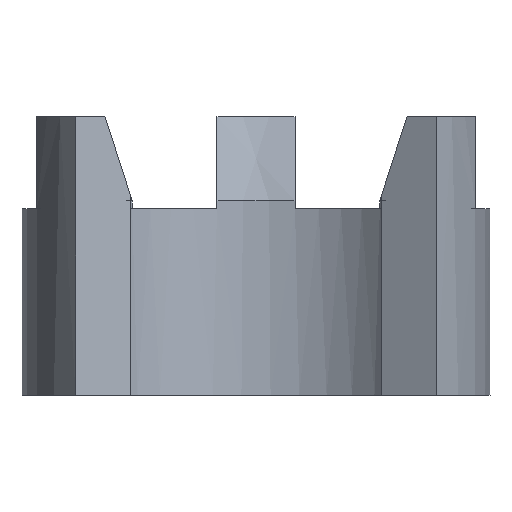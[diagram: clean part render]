
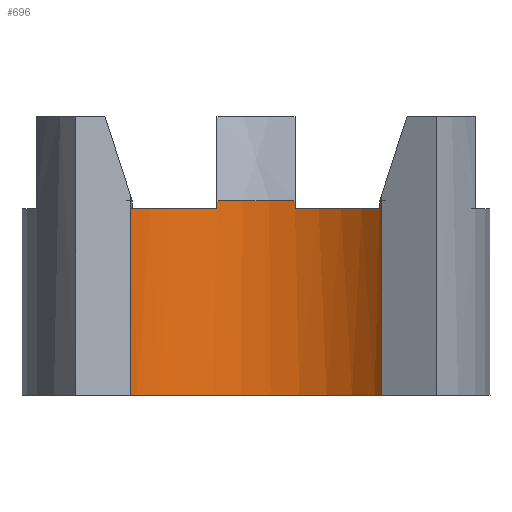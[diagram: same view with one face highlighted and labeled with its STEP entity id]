
A CAD part, left-side view. The second image highlights one B-rep face of the part: STEP entity #696.
In plain terms, the highlighted cylindrical face has radius 6.1 mm (diameter 12.2 mm), a partial arc.
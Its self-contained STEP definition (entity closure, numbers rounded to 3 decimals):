
#100=CIRCLE('',#1193,6.1);
#105=CIRCLE('',#1201,6.1);
#107=CIRCLE('',#1207,6.1);
#109=CIRCLE('',#1212,6.1);
#111=CIRCLE('',#1217,6.1);
#113=CIRCLE('',#1222,6.1);
#114=CIRCLE('',#1223,6.1);
#115=CIRCLE('',#1224,6.1);
#116=CIRCLE('',#1225,6.1);
#117=CIRCLE('',#1226,6.1);
#156=VERTEX_POINT('',#942);
#157=VERTEX_POINT('',#944);
#167=VERTEX_POINT('',#972);
#168=VERTEX_POINT('',#974);
#172=VERTEX_POINT('',#984);
#174=VERTEX_POINT('',#992);
#175=VERTEX_POINT('',#993);
#179=VERTEX_POINT('',#1005);
#180=VERTEX_POINT('',#1006);
#185=VERTEX_POINT('',#1019);
#186=VERTEX_POINT('',#1021);
#188=VERTEX_POINT('',#1027);
#190=VERTEX_POINT('',#1039);
#191=VERTEX_POINT('',#1040);
#194=VERTEX_POINT('',#1050);
#199=VERTEX_POINT('',#1064);
#200=VERTEX_POINT('',#1066);
#202=VERTEX_POINT('',#1072);
#205=VERTEX_POINT('',#1082);
#208=VERTEX_POINT('',#1095);
#227=VECTOR('',#763,1.);
#229=VECTOR('',#766,1.);
#233=VECTOR('',#771,1.);
#239=VECTOR('',#783,1.);
#241=VECTOR('',#786,1.);
#246=VECTOR('',#797,1.);
#249=VECTOR('',#801,1.);
#254=VECTOR('',#812,1.);
#257=VECTOR('',#816,1.);
#260=VECTOR('',#829,1.);
#279=LINE('',#983,#227);
#281=LINE('',#991,#229);
#285=LINE('',#1004,#233);
#291=LINE('',#1026,#239);
#293=LINE('',#1033,#241);
#298=LINE('',#1052,#246);
#301=LINE('',#1057,#249);
#306=LINE('',#1071,#254);
#309=LINE('',#1081,#257);
#312=LINE('',#1096,#260);
#324=EDGE_CURVE('',#156,#157,#100,.T.);
#338=EDGE_CURVE('',#168,#167,#105,.F.);
#343=EDGE_CURVE('',#167,#172,#279,.F.);
#346=EDGE_CURVE('',#174,#175,#281,.F.);
#351=EDGE_CURVE('',#179,#180,#285,.F.);
#357=EDGE_CURVE('',#185,#186,#107,.F.);
#360=EDGE_CURVE('',#188,#186,#291,.F.);
#363=EDGE_CURVE('',#185,#157,#293,.F.);
#366=EDGE_CURVE('',#190,#191,#109,.F.);
#371=EDGE_CURVE('',#194,#191,#298,.F.);
#374=EDGE_CURVE('',#190,#156,#301,.F.);
#378=EDGE_CURVE('',#199,#200,#111,.F.);
#381=EDGE_CURVE('',#202,#200,#306,.F.);
#385=EDGE_CURVE('',#199,#205,#309,.F.);
#389=EDGE_CURVE('',#202,#194,#113,.F.);
#390=EDGE_CURVE('',#174,#205,#114,.F.);
#391=EDGE_CURVE('',#179,#175,#115,.T.);
#392=EDGE_CURVE('',#208,#180,#116,.F.);
#393=EDGE_CURVE('',#208,#168,#312,.T.);
#394=EDGE_CURVE('',#188,#172,#117,.F.);
#498=ORIENTED_EDGE('',*,*,#374,.F.);
#499=ORIENTED_EDGE('',*,*,#366,.T.);
#500=ORIENTED_EDGE('',*,*,#371,.F.);
#501=ORIENTED_EDGE('',*,*,#389,.F.);
#502=ORIENTED_EDGE('',*,*,#381,.T.);
#503=ORIENTED_EDGE('',*,*,#378,.F.);
#504=ORIENTED_EDGE('',*,*,#385,.T.);
#505=ORIENTED_EDGE('',*,*,#390,.F.);
#506=ORIENTED_EDGE('',*,*,#346,.T.);
#507=ORIENTED_EDGE('',*,*,#391,.F.);
#508=ORIENTED_EDGE('',*,*,#351,.T.);
#509=ORIENTED_EDGE('',*,*,#392,.F.);
#510=ORIENTED_EDGE('',*,*,#393,.T.);
#511=ORIENTED_EDGE('',*,*,#338,.T.);
#512=ORIENTED_EDGE('',*,*,#343,.T.);
#513=ORIENTED_EDGE('',*,*,#394,.F.);
#514=ORIENTED_EDGE('',*,*,#360,.T.);
#515=ORIENTED_EDGE('',*,*,#357,.F.);
#516=ORIENTED_EDGE('',*,*,#363,.T.);
#517=ORIENTED_EDGE('',*,*,#324,.F.);
#626=EDGE_LOOP('',(#498,#499,#500,#501,#502,#503,#504,#505,#506,#507,#508,
#509,#510,#511,#512,#513,#514,#515,#516,#517));
#661=FACE_BOUND('',#626,.T.);
#696=ADVANCED_FACE('',(#661),#715,.F.);
#715=CYLINDRICAL_SURFACE('',#1221,6.1);
#734=DIRECTION('',(0.,0.,-1.));
#735=DIRECTION('',(6.1,0.,0.));
#755=DIRECTION('',(0.,0.,1.));
#756=DIRECTION('',(6.1,0.,0.));
#763=DIRECTION('',(0.,0.,-1.));
#766=DIRECTION('',(0.,0.,1.));
#771=DIRECTION('',(0.,0.,-1.));
#777=DIRECTION('',(0.,0.,1.));
#778=DIRECTION('',(6.1,0.,0.));
#783=DIRECTION('',(0.,0.,1.));
#786=DIRECTION('',(0.,0.,-1.));
#790=DIRECTION('',(0.,0.,-1.));
#791=DIRECTION('',(6.1,0.,0.));
#797=DIRECTION('',(0.,0.,1.));
#801=DIRECTION('',(0.,0.,-1.));
#806=DIRECTION('',(0.,0.,1.));
#807=DIRECTION('',(6.1,0.,0.));
#812=DIRECTION('',(0.,0.,1.));
#816=DIRECTION('',(0.,0.,-1.));
#819=DIRECTION('',(0.,0.,-1.));
#820=DIRECTION('',(6.1,0.,0.));
#821=DIRECTION('',(0.,0.,1.));
#822=DIRECTION('',(6.1,0.,0.));
#823=DIRECTION('',(0.,0.,1.));
#824=DIRECTION('',(6.1,0.,0.));
#825=DIRECTION('',(0.,0.,-1.));
#826=DIRECTION('',(6.1,0.,0.));
#827=DIRECTION('',(0.,0.,1.));
#828=DIRECTION('',(6.1,0.,0.));
#829=DIRECTION('',(0.,0.,-1.));
#830=DIRECTION('',(0.,0.,1.));
#831=DIRECTION('',(6.1,0.,0.));
#942=CARTESIAN_POINT('',(4.181,-4.442,6.978));
#943=CARTESIAN_POINT('',(0.,0.,6.978));
#944=CARTESIAN_POINT('',(1.756,-5.842,6.978));
#972=CARTESIAN_POINT('',(-4.118,-4.5,0.));
#973=CARTESIAN_POINT('',(0.,0.,0.));
#974=CARTESIAN_POINT('',(-4.118,4.5,0.));
#983=CARTESIAN_POINT('',(-4.118,-4.5,-88.069));
#984=CARTESIAN_POINT('',(-4.118,-4.5,6.978));
#991=CARTESIAN_POINT('',(1.756,5.842,-88.069));
#992=CARTESIAN_POINT('',(1.756,5.842,6.978));
#993=CARTESIAN_POINT('',(1.756,5.842,6.7));
#1004=CARTESIAN_POINT('',(-1.756,5.842,-88.069));
#1005=CARTESIAN_POINT('',(-1.756,5.842,6.7));
#1006=CARTESIAN_POINT('',(-1.756,5.842,6.978));
#1019=CARTESIAN_POINT('',(1.756,-5.842,6.7));
#1020=CARTESIAN_POINT('',(0.,0.,6.7));
#1021=CARTESIAN_POINT('',(-1.756,-5.842,6.7));
#1026=CARTESIAN_POINT('',(-1.756,-5.842,-88.069));
#1027=CARTESIAN_POINT('',(-1.756,-5.842,6.978));
#1033=CARTESIAN_POINT('',(1.756,-5.842,-88.069));
#1038=CARTESIAN_POINT('',(0.,0.,6.7));
#1039=CARTESIAN_POINT('',(4.181,-4.442,6.7));
#1040=CARTESIAN_POINT('',(5.937,-1.4,6.7));
#1050=CARTESIAN_POINT('',(5.937,-1.4,6.978));
#1052=CARTESIAN_POINT('',(5.937,-1.4,-88.069));
#1057=CARTESIAN_POINT('',(4.181,-4.442,-88.069));
#1064=CARTESIAN_POINT('',(4.181,4.442,6.7));
#1065=CARTESIAN_POINT('',(0.,0.,6.7));
#1066=CARTESIAN_POINT('',(5.937,1.4,6.7));
#1071=CARTESIAN_POINT('',(5.937,1.4,-88.069));
#1072=CARTESIAN_POINT('',(5.937,1.4,6.978));
#1081=CARTESIAN_POINT('',(4.181,4.442,-88.069));
#1082=CARTESIAN_POINT('',(4.181,4.442,6.978));
#1090=CARTESIAN_POINT('',(0.,0.,-88.069));
#1091=CARTESIAN_POINT('',(0.,0.,6.978));
#1092=CARTESIAN_POINT('',(0.,0.,6.978));
#1093=CARTESIAN_POINT('',(0.,0.,6.7));
#1094=CARTESIAN_POINT('',(0.,0.,6.978));
#1095=CARTESIAN_POINT('',(-4.118,4.5,6.978));
#1096=CARTESIAN_POINT('',(-4.118,4.5,-88.069));
#1097=CARTESIAN_POINT('',(0.,0.,6.978));
#1193=AXIS2_PLACEMENT_3D('',#943,#734,#735);
#1201=AXIS2_PLACEMENT_3D('',#973,#755,#756);
#1207=AXIS2_PLACEMENT_3D('',#1020,#777,#778);
#1212=AXIS2_PLACEMENT_3D('',#1038,#790,#791);
#1217=AXIS2_PLACEMENT_3D('',#1065,#806,#807);
#1221=AXIS2_PLACEMENT_3D('',#1090,#819,#820);
#1222=AXIS2_PLACEMENT_3D('',#1091,#821,#822);
#1223=AXIS2_PLACEMENT_3D('',#1092,#823,#824);
#1224=AXIS2_PLACEMENT_3D('',#1093,#825,#826);
#1225=AXIS2_PLACEMENT_3D('',#1094,#827,#828);
#1226=AXIS2_PLACEMENT_3D('',#1097,#830,#831);
